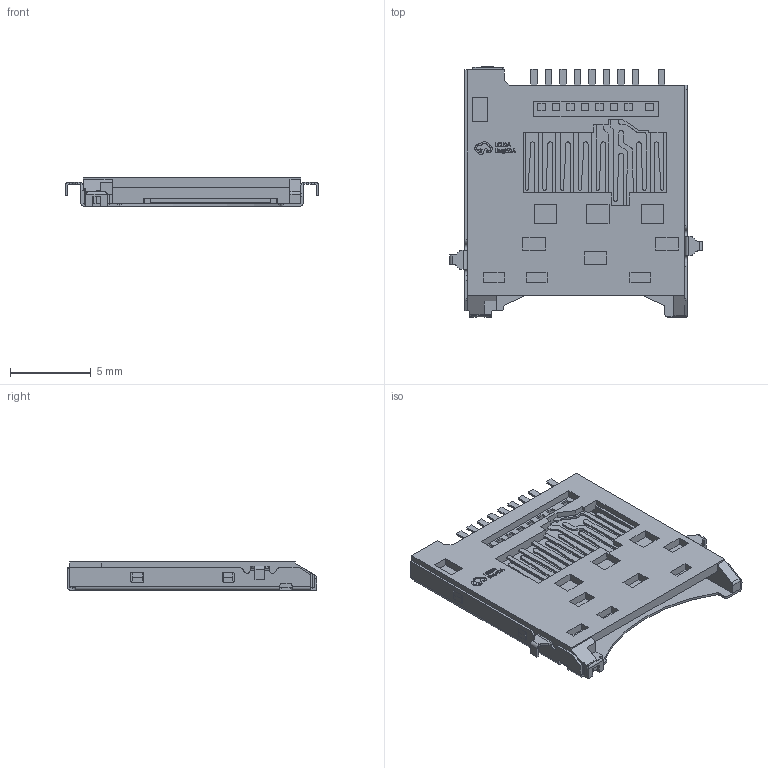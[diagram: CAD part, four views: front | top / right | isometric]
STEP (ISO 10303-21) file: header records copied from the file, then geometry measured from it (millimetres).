
FILE_DESCRIPTION (( 'STEP AP214' ), '1' );
FILE_NAME ('SD-SMD_XKB_XKTF-1230-51.STEP', '2024-05-10T12:59:10', ( '' ), ( '' ), 'SwSTEP 2.0', 'SolidWorks 2020', '' );
FILE_SCHEMA (( 'AUTOMOTIVE_DESIGN' ));
Length unit declared in the file: millimetre
Products named in the file (1): SD-SMD_XKB_XKTF-1230-51
Bounding box: 15.7 x 15.52 x 1.76 mm (x, y, z)
Volume: 157.4 mm3; surface area: 824.8 mm2
Topology: 1 solids, 1 shells, 844 faces, 2384 edges, 1572 vertices
Faces by surface type: plane 601, cylinder 137, bspline 106
Entity records: 37060 total; most frequent: CARTESIAN_POINT 6315, ORIENTED_EDGE 4768, DIRECTION 3905, EDGE_CURVE 2384, VECTOR 1875, LINE 1875, VERTEX_POINT 1572, AXIS2_PLACEMENT_3D 1015
